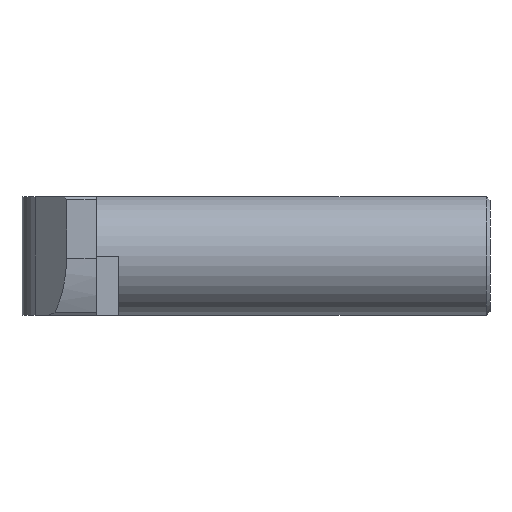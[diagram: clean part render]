
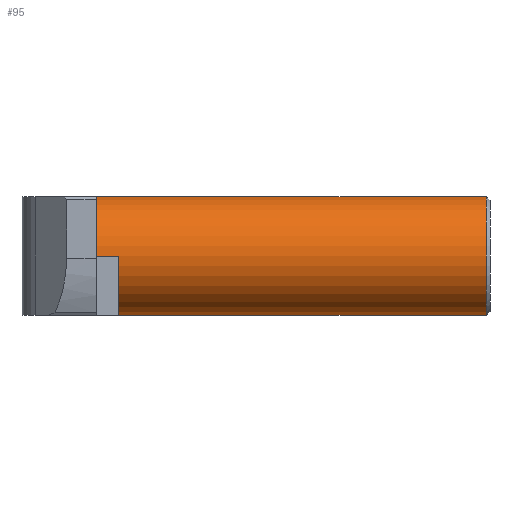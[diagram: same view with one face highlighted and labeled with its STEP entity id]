
A CAD part, left-side view. The second image highlights one B-rep face of the part: STEP entity #95.
In plain terms, the highlighted cylindrical face has radius 4 mm (diameter 8 mm), a partial arc.
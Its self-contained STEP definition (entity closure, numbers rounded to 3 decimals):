
#26 = CARTESIAN_POINT ( 'NONE',  ( -9., -3.25, -8. ) ) ;
#29 = CARTESIAN_POINT ( 'NONE',  ( -9., -3.25, 0. ) ) ;
#30 = CARTESIAN_POINT ( 'NONE',  ( -9., -28., -8. ) ) ;
#32 = CARTESIAN_POINT ( 'NONE',  ( -9., -28., 0. ) ) ;
#46 = CARTESIAN_POINT ( 'NONE',  ( -13., -3.25, -4. ) ) ;
#63 = CARTESIAN_POINT ( 'NONE',  ( -13., -1.75, -4. ) ) ;
#67 = CARTESIAN_POINT ( 'NONE',  ( -9., -1.75, 0. ) ) ;
#95 = ADVANCED_FACE ( 'NONE', ( #510 ), #508, .T. ) ;
#144 = DIRECTION ( 'NONE',  ( 0., 1., 0. ) ) ;
#146 = CARTESIAN_POINT ( 'NONE',  ( -9., -1.75, -4. ) ) ;
#150 = DIRECTION ( 'NONE',  ( 0., 0., -1. ) ) ;
#153 = DIRECTION ( 'NONE',  ( 0., 1., 0. ) ) ;
#154 = CARTESIAN_POINT ( 'NONE',  ( -9., -3.25, -4. ) ) ;
#185 = DIRECTION ( 'NONE',  ( 0., -1., 0. ) ) ;
#186 = CARTESIAN_POINT ( 'NONE',  ( -9., -1.75, -8. ) ) ;
#187 = DIRECTION ( 'NONE',  ( 0., -1., 0. ) ) ;
#188 = CARTESIAN_POINT ( 'NONE',  ( -9., -1.75, 0. ) ) ;
#214 = DIRECTION ( 'NONE',  ( 0., 0., 1. ) ) ;
#215 = DIRECTION ( 'NONE',  ( 0., 1., 0. ) ) ;
#216 = CARTESIAN_POINT ( 'NONE',  ( -9., -28., -4. ) ) ;
#228 = DIRECTION ( 'NONE',  ( 0., 1., 0. ) ) ;
#229 = CARTESIAN_POINT ( 'NONE',  ( -13., -2.5, -4. ) ) ;
#240 = DIRECTION ( 'NONE',  ( 0., -1., 0. ) ) ;
#241 = CARTESIAN_POINT ( 'NONE',  ( -9., -14.875, 0. ) ) ;
#246 = DIRECTION ( 'NONE',  ( 0., 0., -1. ) ) ;
#332 = EDGE_CURVE ( 'NONE', #864, #848, #447, .T. ) ;
#333 = EDGE_CURVE ( 'NONE', #802, #792, #445, .T. ) ;
#335 = EDGE_CURVE ( 'NONE', #792, #862, #443, .T. ) ;
#409 = VECTOR ( 'NONE', #185, 1000. ) ;
#410 = LINE ( 'NONE', #186, #409 ) ;
#411 = VECTOR ( 'NONE', #187, 1000. ) ;
#413 = LINE ( 'NONE', #188, #411 ) ;
#423 = CIRCLE ( 'NONE', #696, 4. ) ;
#433 = VECTOR ( 'NONE', #228, 1000. ) ;
#434 = LINE ( 'NONE', #229, #433 ) ;
#442 = VECTOR ( 'NONE', #240, 1000. ) ;
#443 = LINE ( 'NONE', #241, #442 ) ;
#445 = CIRCLE ( 'NONE', #697, 4. ) ;
#447 = CIRCLE ( 'NONE', #698, 4. ) ;
#495 = ORIENTED_EDGE ( 'NONE', *, *, #335, .F. ) ;
#497 = ORIENTED_EDGE ( 'NONE', *, *, #744, .F. ) ;
#508 = CYLINDRICAL_SURFACE ( 'NONE', #719, 4. ) ;
#510 = FACE_OUTER_BOUND ( 'NONE', #567, .T. ) ;
#567 = EDGE_LOOP ( 'NONE', ( #497, #495, #636, #637, #638, #639, #640 ) ) ;
#636 = ORIENTED_EDGE ( 'NONE', *, *, #333, .F. ) ;
#637 = ORIENTED_EDGE ( 'NONE', *, *, #712, .F. ) ;
#638 = ORIENTED_EDGE ( 'NONE', *, *, #332, .F. ) ;
#639 = ORIENTED_EDGE ( 'NONE', *, *, #745, .T. ) ;
#640 = ORIENTED_EDGE ( 'NONE', *, *, #736, .T. ) ;
#696 = AXIS2_PLACEMENT_3D ( 'NONE', #216, #215, #214 ) ;
#697 = AXIS2_PLACEMENT_3D ( 'NONE', #146, #144, #246 ) ;
#698 = AXIS2_PLACEMENT_3D ( 'NONE', #154, #153, #150 ) ;
#712 = EDGE_CURVE ( 'NONE', #848, #802, #434, .T. ) ;
#719 = AXIS2_PLACEMENT_3D ( 'NONE', #772, #770, #769 ) ;
#736 = EDGE_CURVE ( 'NONE', #861, #859, #423, .T. ) ;
#744 = EDGE_CURVE ( 'NONE', #862, #859, #413, .T. ) ;
#745 = EDGE_CURVE ( 'NONE', #864, #861, #410, .T. ) ;
#769 = DIRECTION ( 'NONE',  ( 0., 0., -1. ) ) ;
#770 = DIRECTION ( 'NONE',  ( 0., -1., 0. ) ) ;
#772 = CARTESIAN_POINT ( 'NONE',  ( -9., -1.75, -4. ) ) ;
#792 = VERTEX_POINT ( 'NONE', #67 ) ;
#802 = VERTEX_POINT ( 'NONE', #63 ) ;
#848 = VERTEX_POINT ( 'NONE', #46 ) ;
#859 = VERTEX_POINT ( 'NONE', #32 ) ;
#861 = VERTEX_POINT ( 'NONE', #30 ) ;
#862 = VERTEX_POINT ( 'NONE', #29 ) ;
#864 = VERTEX_POINT ( 'NONE', #26 ) ;
